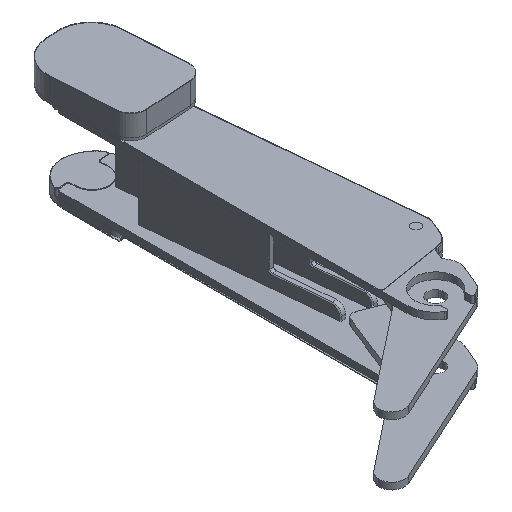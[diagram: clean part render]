
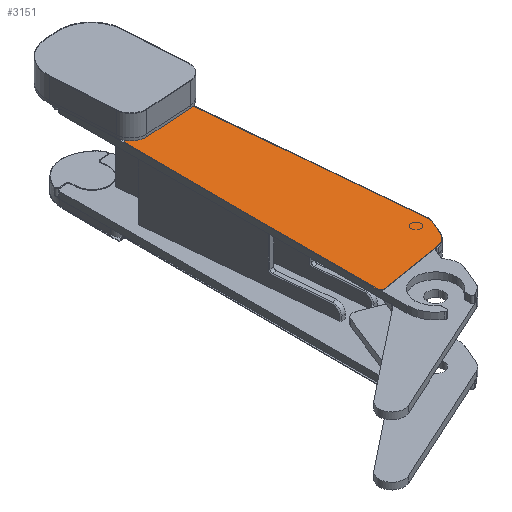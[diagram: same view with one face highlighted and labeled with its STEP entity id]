
A CAD part, isometric view. The second image highlights one B-rep face of the part: STEP entity #3151.
In plain terms, the highlighted planar face has unit normal (0, 0, 1).
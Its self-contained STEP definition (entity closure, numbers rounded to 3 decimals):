
#24 = DIRECTION ( 'NONE',  ( -0.093, 0.996, 0. ) ) ;
#172 = DIRECTION ( 'NONE',  ( -0.996, -0.093, 0. ) ) ;
#370 = LINE ( 'NONE', #4104, #9617 ) ;
#464 = VERTEX_POINT ( 'NONE', #7891 ) ;
#632 = DIRECTION ( 'NONE',  ( 0., 0., -1. ) ) ;
#687 = DIRECTION ( 'NONE',  ( 0., 0., -1. ) ) ;
#717 = CARTESIAN_POINT ( 'NONE',  ( 67.502, -329.03, 48.75 ) ) ;
#722 = AXIS2_PLACEMENT_3D ( 'NONE', #8914, #7173, #10698 ) ;
#834 = VECTOR ( 'NONE', #24, 1000. ) ;
#870 = AXIS2_PLACEMENT_3D ( 'NONE', #9595, #11305, #8699 ) ;
#924 = CARTESIAN_POINT ( 'NONE',  ( 67.004, -329.077, 48.75 ) ) ;
#1067 = CIRCLE ( 'NONE', #7234, 20. ) ;
#1161 = EDGE_CURVE ( 'NONE', #5820, #8708, #8036, .T. ) ;
#1263 = CIRCLE ( 'NONE', #870, 4. ) ;
#1357 = EDGE_CURVE ( 'NONE', #9727, #5899, #3422, .T. ) ;
#1374 = EDGE_CURVE ( 'NONE', #1647, #5820, #3808, .T. ) ;
#1520 = CARTESIAN_POINT ( 'NONE',  ( 44.09, -364.958, 48.75 ) ) ;
#1599 = CARTESIAN_POINT ( 'NONE',  ( -36.075, -373.392, 48.75 ) ) ;
#1647 = VERTEX_POINT ( 'NONE', #717 ) ;
#1801 = EDGE_CURVE ( 'NONE', #1647, #464, #6759, .T. ) ;
#1904 = LINE ( 'NONE', #3707, #11126 ) ;
#2030 = CARTESIAN_POINT ( 'NONE',  ( -35.139, -75.301, 48.75 ) ) ;
#2121 = CARTESIAN_POINT ( 'NONE',  ( -31.139, -75.313, 48.75 ) ) ;
#2336 = EDGE_CURVE ( 'NONE', #3777, #4163, #1263, .T. ) ;
#2651 = CARTESIAN_POINT ( 'NONE',  ( 22.323, -67.734, 48.75 ) ) ;
#2779 = CARTESIAN_POINT ( 'NONE',  ( 39.75, -36.402, 48.75 ) ) ;
#2970 = DIRECTION ( 'NONE',  ( 0., 0., 1. ) ) ;
#3151 = ADVANCED_FACE ( 'NONE', ( #9732 ), #10616, .F. ) ;
#3228 = CARTESIAN_POINT ( 'NONE',  ( 40.851, -345.222, 48.75 ) ) ;
#3407 = DIRECTION ( 'NONE',  ( -1., 0.003, 0. ) ) ;
#3422 = LINE ( 'NONE', #2651, #9517 ) ;
#3507 = VERTEX_POINT ( 'NONE', #1520 ) ;
#3707 = CARTESIAN_POINT ( 'NONE',  ( 44.09, -364.958, 48.75 ) ) ;
#3777 = VERTEX_POINT ( 'NONE', #1599 ) ;
#3808 = CIRCLE ( 'NONE', #722, 15. ) ;
#3954 = AXIS2_PLACEMENT_3D ( 'NONE', #3228, #687, #3407 ) ;
#4095 = ORIENTED_EDGE ( 'NONE', *, *, #1357, .T. ) ;
#4104 = CARTESIAN_POINT ( 'NONE',  ( -35.986, -344.981, 48.75 ) ) ;
#4163 = VERTEX_POINT ( 'NONE', #9657 ) ;
#5044 = CARTESIAN_POINT ( 'NONE',  ( 42.542, -66.384, 48.75 ) ) ;
#5102 = ORIENTED_EDGE ( 'NONE', *, *, #9118, .F. ) ;
#5192 = DIRECTION ( 'NONE',  ( -1., 0.003, 0. ) ) ;
#5214 = ORIENTED_EDGE ( 'NONE', *, *, #2336, .T. ) ;
#5228 = ORIENTED_EDGE ( 'NONE', *, *, #1374, .F. ) ;
#5296 = VERTEX_POINT ( 'NONE', #7026 ) ;
#5730 = VERTEX_POINT ( 'NONE', #2030 ) ;
#5753 = DIRECTION ( 'NONE',  ( -1., 0.003, 0. ) ) ;
#5820 = VERTEX_POINT ( 'NONE', #5915 ) ;
#5899 = VERTEX_POINT ( 'NONE', #9739 ) ;
#5915 = CARTESIAN_POINT ( 'NONE',  ( 66.374, -336.283, 48.75 ) ) ;
#6156 = ORIENTED_EDGE ( 'NONE', *, *, #8469, .T. ) ;
#6305 = LINE ( 'NONE', #2779, #7862 ) ;
#6420 = EDGE_CURVE ( 'NONE', #8708, #3507, #1067, .T. ) ;
#6615 = ORIENTED_EDGE ( 'NONE', *, *, #1161, .F. ) ;
#6621 = ORIENTED_EDGE ( 'NONE', *, *, #6420, .F. ) ;
#6759 = LINE ( 'NONE', #8370, #7643 ) ;
#7026 = CARTESIAN_POINT ( 'NONE',  ( 66.986, -328.877, 48.75 ) ) ;
#7173 = DIRECTION ( 'NONE',  ( 0., 0., -1. ) ) ;
#7224 = DIRECTION ( 'NONE',  ( -0.987, -0.162, 0. ) ) ;
#7234 = AXIS2_PLACEMENT_3D ( 'NONE', #10734, #632, #5192 ) ;
#7643 = VECTOR ( 'NONE', #172, 1000. ) ;
#7732 = DIRECTION ( 'NONE',  ( 0.003, 1., 0. ) ) ;
#7796 = EDGE_LOOP ( 'NONE', ( #5102, #5214, #11008, #6621, #6615, #5228, #10168, #10430, #6156, #4095, #11358 ) ) ;
#7862 = VECTOR ( 'NONE', #8981, 1000. ) ;
#7891 = CARTESIAN_POINT ( 'NONE',  ( 67.004, -329.077, 48.75 ) ) ;
#7964 = DIRECTION ( 'NONE',  ( -0.998, -0.067, 0. ) ) ;
#8036 = LINE ( 'NONE', #9826, #8764 ) ;
#8236 = EDGE_CURVE ( 'NONE', #5899, #5730, #8806, .T. ) ;
#8370 = CARTESIAN_POINT ( 'NONE',  ( 67.502, -329.03, 48.75 ) ) ;
#8469 = EDGE_CURVE ( 'NONE', #5296, #9727, #6305, .T. ) ;
#8699 = DIRECTION ( 'NONE',  ( -1., 0.003, 0. ) ) ;
#8708 = VERTEX_POINT ( 'NONE', #10668 ) ;
#8764 = VECTOR ( 'NONE', #11466, 1000. ) ;
#8806 = CIRCLE ( 'NONE', #9952, 4. ) ;
#8914 = CARTESIAN_POINT ( 'NONE',  ( 52.567, -330.421, 48.75 ) ) ;
#8981 = DIRECTION ( 'NONE',  ( -0.093, 0.996, 0. ) ) ;
#9118 = EDGE_CURVE ( 'NONE', #3777, #5730, #370, .T. ) ;
#9517 = VECTOR ( 'NONE', #7964, 1000. ) ;
#9595 = CARTESIAN_POINT ( 'NONE',  ( -32.075, -373.405, 48.75 ) ) ;
#9617 = VECTOR ( 'NONE', #7732, 1000. ) ;
#9657 = CARTESIAN_POINT ( 'NONE',  ( -31.427, -377.352, 48.75 ) ) ;
#9727 = VERTEX_POINT ( 'NONE', #5044 ) ;
#9732 = FACE_OUTER_BOUND ( 'NONE', #7796, .T. ) ;
#9739 = CARTESIAN_POINT ( 'NONE',  ( -31.405, -71.322, 48.75 ) ) ;
#9826 = CARTESIAN_POINT ( 'NONE',  ( 66.374, -336.283, 48.75 ) ) ;
#9952 = AXIS2_PLACEMENT_3D ( 'NONE', #2121, #2970, #5753 ) ;
#10168 = ORIENTED_EDGE ( 'NONE', *, *, #1801, .T. ) ;
#10292 = EDGE_CURVE ( 'NONE', #3507, #4163, #1904, .T. ) ;
#10430 = ORIENTED_EDGE ( 'NONE', *, *, #10535, .T. ) ;
#10535 = EDGE_CURVE ( 'NONE', #464, #5296, #11716, .T. ) ;
#10616 = PLANE ( 'NONE',  #3954 ) ;
#10668 = CARTESIAN_POINT ( 'NONE',  ( 59.261, -353.038, 48.75 ) ) ;
#10698 = DIRECTION ( 'NONE',  ( -1., 0.003, 0. ) ) ;
#10734 = CARTESIAN_POINT ( 'NONE',  ( 40.851, -345.222, 48.75 ) ) ;
#11008 = ORIENTED_EDGE ( 'NONE', *, *, #10292, .F. ) ;
#11126 = VECTOR ( 'NONE', #7224, 1000. ) ;
#11305 = DIRECTION ( 'NONE',  ( 0., 0., 1. ) ) ;
#11358 = ORIENTED_EDGE ( 'NONE', *, *, #8236, .T. ) ;
#11466 = DIRECTION ( 'NONE',  ( -0.391, -0.92, 0. ) ) ;
#11716 = LINE ( 'NONE', #924, #834 ) ;
